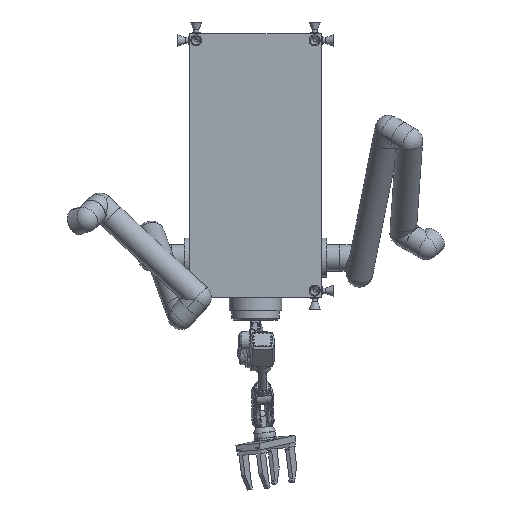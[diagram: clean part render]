
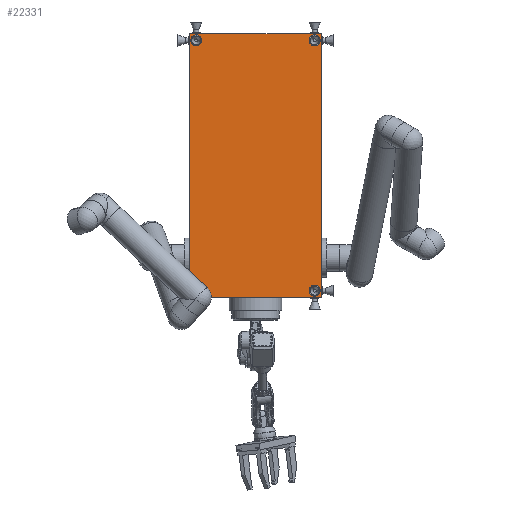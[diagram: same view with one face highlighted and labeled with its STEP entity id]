
A CAD part, top view. The second image highlights one B-rep face of the part: STEP entity #22331.
In plain terms, the highlighted planar face has unit normal (0, 0, 1).
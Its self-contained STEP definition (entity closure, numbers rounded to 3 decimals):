
#1732=PLANE('',#24833);
#3090=FACE_OUTER_BOUND('',#4769,.T.);
#4769=EDGE_LOOP('',(#20248,#20249,#20250,#20251));
#6651=LINE('',#47617,#8451);
#6652=LINE('',#47620,#8452);
#6653=LINE('',#47622,#8453);
#6654=LINE('',#47623,#8454);
#8451=VECTOR('',#31244,10.);
#8452=VECTOR('',#31247,10.);
#8453=VECTOR('',#31248,10.);
#8454=VECTOR('',#31249,10.);
#11384=VERTEX_POINT('',#47611);
#11386=VERTEX_POINT('',#47615);
#11387=VERTEX_POINT('',#47619);
#11388=VERTEX_POINT('',#47621);
#14358=EDGE_CURVE('',#11384,#11386,#6651,.T.);
#14359=EDGE_CURVE('',#11384,#11387,#6652,.T.);
#14360=EDGE_CURVE('',#11388,#11386,#6653,.T.);
#14361=EDGE_CURVE('',#11387,#11388,#6654,.T.);
#20248=ORIENTED_EDGE('',*,*,#14359,.F.);
#20249=ORIENTED_EDGE('',*,*,#14358,.T.);
#20250=ORIENTED_EDGE('',*,*,#14360,.F.);
#20251=ORIENTED_EDGE('',*,*,#14361,.F.);
#22331=ADVANCED_FACE('',(#3090),#1732,.T.);
#24833=AXIS2_PLACEMENT_3D('',#47618,#31245,#31246);
#31244=DIRECTION('',(0.,1.,0.));
#31245=DIRECTION('center_axis',(0.,0.,1.));
#31246=DIRECTION('ref_axis',(1.,0.,0.));
#31247=DIRECTION('',(-1.,0.,0.));
#31248=DIRECTION('',(1.,0.,0.));
#31249=DIRECTION('',(0.,1.,0.));
#47611=CARTESIAN_POINT('',(250.,0.,250.));
#47615=CARTESIAN_POINT('',(250.,1000.,250.));
#47617=CARTESIAN_POINT('',(250.,0.,250.));
#47618=CARTESIAN_POINT('Origin',(-250.,0.,250.));
#47619=CARTESIAN_POINT('',(-250.,0.,250.));
#47620=CARTESIAN_POINT('',(250.,0.,250.));
#47621=CARTESIAN_POINT('',(-250.,1000.,250.));
#47622=CARTESIAN_POINT('',(250.,1000.,250.));
#47623=CARTESIAN_POINT('',(-250.,0.,250.));
